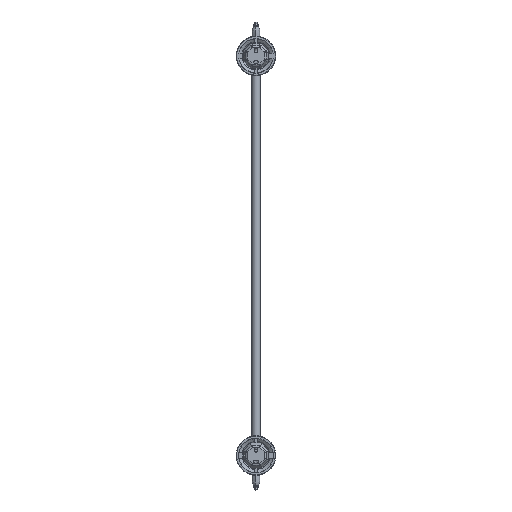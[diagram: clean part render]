
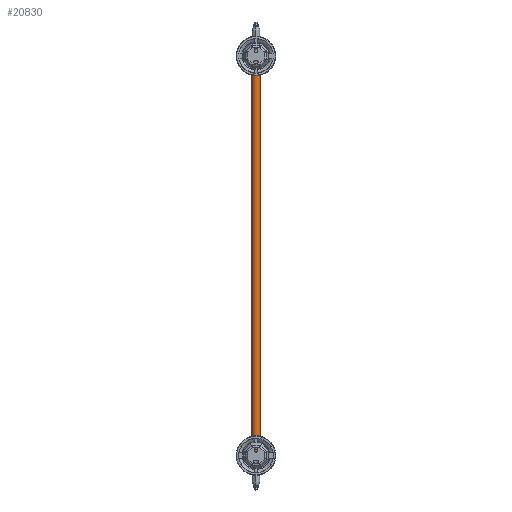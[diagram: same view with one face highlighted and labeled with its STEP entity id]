
A CAD part, front view. The second image highlights one B-rep face of the part: STEP entity #20830.
In plain terms, the highlighted cylindrical face has radius 6 mm (diameter 12 mm), a partial arc.
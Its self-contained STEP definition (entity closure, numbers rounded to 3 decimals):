
#861 = CYLINDRICAL_SURFACE ( 'NONE', #6142, 6. ) ;
#1272 = CARTESIAN_POINT ( 'NONE',  ( 0., 0., -284. ) ) ;
#1307 = VERTEX_POINT ( 'NONE', #1654 ) ;
#1314 = VERTEX_POINT ( 'NONE', #12731 ) ;
#1383 = CARTESIAN_POINT ( 'NONE',  ( 6., 0., -284. ) ) ;
#1630 = LINE ( 'NONE', #1383, #6810 ) ;
#1654 = CARTESIAN_POINT ( 'NONE',  ( -6., 0., -284. ) ) ;
#2158 = EDGE_CURVE ( 'NONE', #1314, #4520, #1630, .T. ) ;
#3624 = DIRECTION ( 'NONE',  ( 0., 0., 1. ) ) ;
#4520 = VERTEX_POINT ( 'NONE', #19122 ) ;
#4811 = DIRECTION ( 'NONE',  ( 1., 0., 0. ) ) ;
#5829 = ORIENTED_EDGE ( 'NONE', *, *, #14790, .T. ) ;
#6142 = AXIS2_PLACEMENT_3D ( 'NONE', #8467, #10450, #16171 ) ;
#6653 = DIRECTION ( 'NONE',  ( 0., 0., 1. ) ) ;
#6810 = VECTOR ( 'NONE', #3624, 1000. ) ;
#6865 = DIRECTION ( 'NONE',  ( 1., 0., 0. ) ) ;
#7021 = LINE ( 'NONE', #24101, #9191 ) ;
#8467 = CARTESIAN_POINT ( 'NONE',  ( 0., 0., -284. ) ) ;
#8662 = CIRCLE ( 'NONE', #22582, 6. ) ;
#9058 = CIRCLE ( 'NONE', #22977, 6. ) ;
#9167 = EDGE_CURVE ( 'NONE', #1307, #18500, #7021, .T. ) ;
#9191 = VECTOR ( 'NONE', #6653, 1000. ) ;
#9862 = ORIENTED_EDGE ( 'NONE', *, *, #2158, .T. ) ;
#10450 = DIRECTION ( 'NONE',  ( 0., 0., 1. ) ) ;
#12731 = CARTESIAN_POINT ( 'NONE',  ( 6., 0., -284. ) ) ;
#13432 = ORIENTED_EDGE ( 'NONE', *, *, #13874, .T. ) ;
#13874 = EDGE_CURVE ( 'NONE', #4520, #18500, #9058, .T. ) ;
#14271 = DIRECTION ( 'NONE',  ( 0., 0., -1. ) ) ;
#14790 = EDGE_CURVE ( 'NONE', #1307, #1314, #8662, .T. ) ;
#15449 = CARTESIAN_POINT ( 'NONE',  ( -6., 0., 284. ) ) ;
#16171 = DIRECTION ( 'NONE',  ( 1., 0., 0. ) ) ;
#18500 = VERTEX_POINT ( 'NONE', #15449 ) ;
#19122 = CARTESIAN_POINT ( 'NONE',  ( 6., 0., 284. ) ) ;
#19776 = CARTESIAN_POINT ( 'NONE',  ( 0., 0., 284. ) ) ;
#19913 = FACE_OUTER_BOUND ( 'NONE', #21167, .T. ) ;
#20830 = ADVANCED_FACE ( 'NONE', ( #19913 ), #861, .T. ) ;
#21167 = EDGE_LOOP ( 'NONE', ( #22967, #5829, #9862, #13432 ) ) ;
#22582 = AXIS2_PLACEMENT_3D ( 'NONE', #1272, #24191, #6865 ) ;
#22967 = ORIENTED_EDGE ( 'NONE', *, *, #9167, .F. ) ;
#22977 = AXIS2_PLACEMENT_3D ( 'NONE', #19776, #14271, #4811 ) ;
#24101 = CARTESIAN_POINT ( 'NONE',  ( -6., 0., -284. ) ) ;
#24191 = DIRECTION ( 'NONE',  ( 0., 0., 1. ) ) ;
